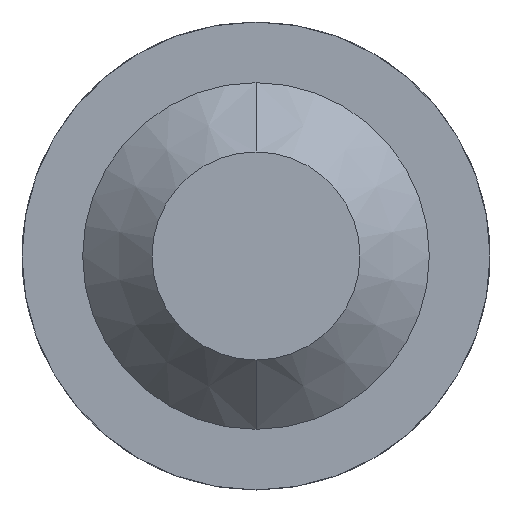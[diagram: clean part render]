
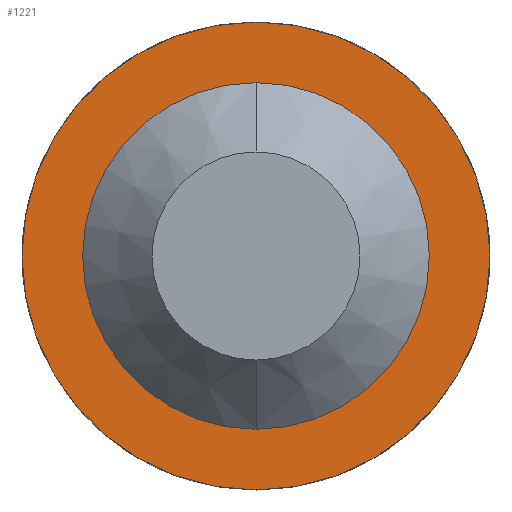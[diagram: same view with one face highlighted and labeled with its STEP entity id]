
A CAD part, front view. The second image highlights one B-rep face of the part: STEP entity #1221.
In plain terms, the highlighted planar face has unit normal (0, -1, 0).
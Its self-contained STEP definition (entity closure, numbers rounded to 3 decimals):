
#314 = DIRECTION ( 'NONE',  ( 0., -1., 0. ) ) ;
#331 = EDGE_CURVE ( 'Defeature ausgef�hrt1_1+Defeature ausgef�hrt1_3+Defeature ausgef�hrt1_3+Defeature ausgef�hrt1_3', #852, #2936, #1784, .T. ) ;
#337 = CARTESIAN_POINT ( 'NONE',  ( 0., 12., 0. ) ) ;
#371 = EDGE_CURVE ( 'Defeature ausgef�hrt1_3+Defeature ausgef�hrt1_4+Defeature ausgef�hrt1_4+Defeature ausgef�hrt1_4', #3431, #3368, #2309, .T. ) ;
#408 = CARTESIAN_POINT ( 'NONE',  ( 0., 12., -0.5 ) ) ;
#466 = ORIENTED_EDGE ( 'NONE', *, *, #331, .F. ) ;
#473 = PLANE ( 'NONE',  #1111 ) ;
#491 = DIRECTION ( 'NONE',  ( 0., 0., -1. ) ) ;
#693 = AXIS2_PLACEMENT_3D ( 'NONE', #1498, #2606, #2264 ) ;
#700 = FACE_OUTER_BOUND ( 'NONE', #3028, .T. ) ;
#766 = AXIS2_PLACEMENT_3D ( 'NONE', #3335, #314, #855 ) ;
#852 = VERTEX_POINT ( 'NONE', #408 ) ;
#855 = DIRECTION ( 'NONE',  ( 0., 0., -1. ) ) ;
#897 = DIRECTION ( 'NONE',  ( 0., 0., -1. ) ) ;
#949 = ORIENTED_EDGE ( 'NONE', *, *, #371, .T. ) ;
#1002 = CARTESIAN_POINT ( 'NONE',  ( 0.5, 12., 0. ) ) ;
#1065 = DIRECTION ( 'NONE',  ( 0., 0., -1. ) ) ;
#1111 = AXIS2_PLACEMENT_3D ( 'NONE', #1002, #2912, #491 ) ;
#1153 = AXIS2_PLACEMENT_3D ( 'NONE', #2444, #2426, #1065 ) ;
#1204 = CIRCLE ( 'NONE', #3233, 0.5 ) ;
#1221 = ADVANCED_FACE ( 'Defeature ausgef�hrt1_3', ( #700, #3450 ), #473, .T. ) ;
#1436 = CIRCLE ( 'NONE', #1153, 0.675 ) ;
#1498 = CARTESIAN_POINT ( 'NONE',  ( 0., 12., 0. ) ) ;
#1691 = ORIENTED_EDGE ( 'NONE', *, *, #3436, .F. ) ;
#1784 = CIRCLE ( 'NONE', #693, 0.5 ) ;
#2072 = ORIENTED_EDGE ( 'NONE', *, *, #2456, .T. ) ;
#2205 = CARTESIAN_POINT ( 'NONE',  ( 0., 12., 0.5 ) ) ;
#2217 = CARTESIAN_POINT ( 'NONE',  ( 0., 12., 0.675 ) ) ;
#2264 = DIRECTION ( 'NONE',  ( 0., 0., -1. ) ) ;
#2309 = CIRCLE ( 'NONE', #766, 0.675 ) ;
#2426 = DIRECTION ( 'NONE',  ( 0., -1., 0. ) ) ;
#2444 = CARTESIAN_POINT ( 'NONE',  ( 0., 12., 0. ) ) ;
#2456 = EDGE_CURVE ( 'Defeature ausgef�hrt1_3+Defeature ausgef�hrt1_4+Defeature ausgef�hrt1_4+Defeature ausgef�hrt1_4', #3368, #3431, #1436, .T. ) ;
#2606 = DIRECTION ( 'NONE',  ( 0., -1., 0. ) ) ;
#2781 = CARTESIAN_POINT ( 'NONE',  ( 0., 12., -0.675 ) ) ;
#2801 = DIRECTION ( 'NONE',  ( 0., -1., 0. ) ) ;
#2912 = DIRECTION ( 'NONE',  ( 0., -1., 0. ) ) ;
#2936 = VERTEX_POINT ( 'NONE', #2205 ) ;
#3028 = EDGE_LOOP ( 'NONE', ( #949, #2072 ) ) ;
#3040 = EDGE_LOOP ( 'NONE', ( #466, #1691 ) ) ;
#3233 = AXIS2_PLACEMENT_3D ( 'NONE', #337, #2801, #897 ) ;
#3335 = CARTESIAN_POINT ( 'NONE',  ( 0., 12., 0. ) ) ;
#3368 = VERTEX_POINT ( 'NONE', #2217 ) ;
#3431 = VERTEX_POINT ( 'NONE', #2781 ) ;
#3436 = EDGE_CURVE ( 'Defeature ausgef�hrt1_1+Defeature ausgef�hrt1_3+Defeature ausgef�hrt1_3+Defeature ausgef�hrt1_3', #2936, #852, #1204, .T. ) ;
#3450 = FACE_BOUND ( 'NONE', #3040, .T. ) ;
